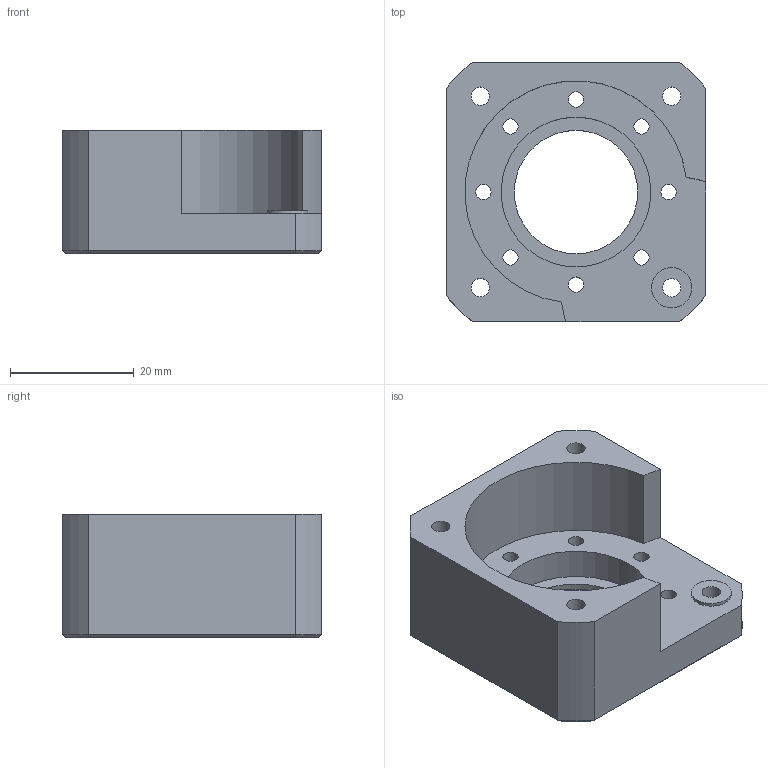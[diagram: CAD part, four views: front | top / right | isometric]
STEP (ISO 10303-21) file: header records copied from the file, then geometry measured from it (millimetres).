
FILE_DESCRIPTION(('STEP AP214'), '1');
FILE_NAME('r5-31', '2023-04-17T14:34:38', (''), (''), 'ASCON STEP Converter 1.3', 'ASCON Math Kernel', '');
FILE_SCHEMA(('AUTOMOTIVE_DESIGN { 1 0 10303 214 3 1 1}'));
Length unit declared in the file: millimetre
Products named in the file (1): 3
Bounding box: 42 x 42 x 20 mm (x, y, z)
Volume: 14411.5 mm3; surface area: 7952.3 mm2
Topology: 1 solids, 1 shells, 60 faces, 143 edges, 87 vertices
Faces by surface type: cylinder 26, cone 21, plane 13
Full cylindrical faces by diameter (mm): 2.5 x8, 3 x4, 6.5 x1, 7 x4, 20 x1, 24.25 x1
Entity records: 1672 total; most frequent: DIRECTION 294, CARTESIAN_POINT 287, ORIENTED_EDGE 214, AXIS2_PLACEMENT_3D 134, EDGE_LOOP 124, EDGE_CURVE 107, VERTEX_POINT 87, CIRCLE 73
